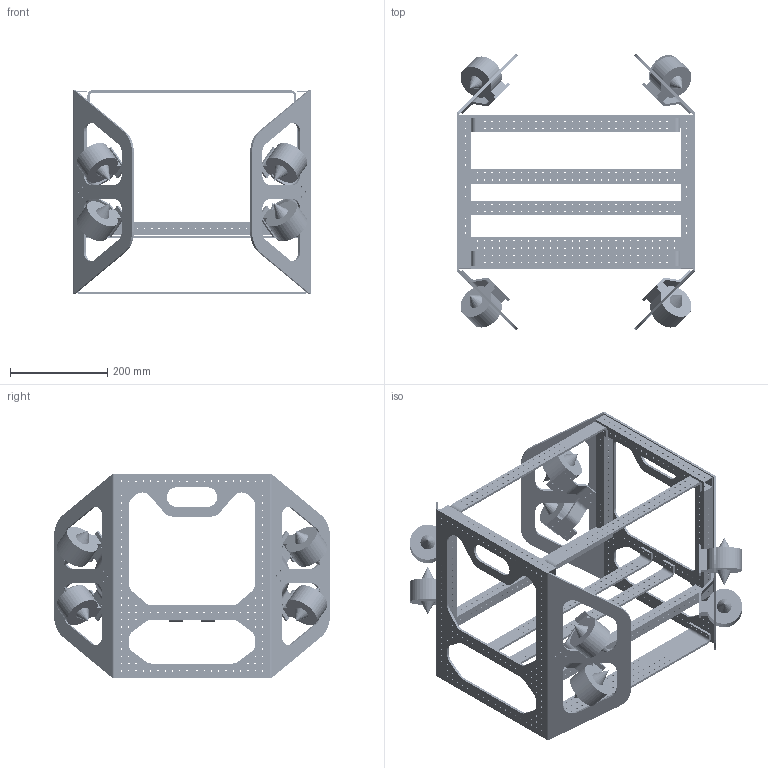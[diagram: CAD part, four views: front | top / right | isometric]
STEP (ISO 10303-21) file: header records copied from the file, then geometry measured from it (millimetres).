
FILE_DESCRIPTION(/* description */ (''),/* implementation_level */ '2;1');
FILE_NAME(/* name */ 'Gyrodos-Milotic v4.1.step',/* time_stamp */ '2025-11-22T10:53:51+08:00',/* author */ (''),/* organization */ (''),/* preprocessor_version */ 'ST-DEVELOPER v20.1',/* originating_system */ 'Autodesk Translation Framework v14.21.0.0',/* authorisation */ '');
FILE_SCHEMA (('AUTOMOTIVE_DESIGN { 1 0 10303 214 3 1 1 }'));
Length unit declared in the file: millimetre
Products named in the file (14): Gyrodos-Milotic v4.0; Gyrodos side plate 2.0; Side Plate; 48 by 2.0 connector; 315*25*25 interal frame-B; 270*25*25 interal frame-A; 430*25*25 internal frame-C; 43 by 2.5 connector; 43 by 2.5 connector_1; 42.92 by 3.0 connector v2; 48 by 2.5 connector; Thruster and mount; Thruster; thruster connector v1
Assembly tree (32 placements, depth 3):
  Gyrodos-Milotic v4.0
    Gyrodos side plate 2.0  x2
      Side Plate
    48 by 2.0 connector  x2
    270*25*25 interal frame-A  x4
    315*25*25 interal frame-B  x2
    430*25*25 internal frame-C  x2
    43 by 2.5 connector
      42.92 by 3.0 connector v2
    43 by 2.5 connector_1
      42.92 by 3.0 connector v2
    48 by 2.5 connector  x2
    Thruster and mount
      Thruster  x8
      thruster connector v1  x4
Bounding box: 490 x 567.49 x 420 mm (x, y, z)
Volume: 3709099.4 mm3; surface area: 1528315.9 mm2
Topology: 34 solids, 34 shells, 1968 faces, 5652 edges, 3752 vertices
Faces by surface type: cylinder 1520, plane 400, cone 48
Full cylindrical faces by diameter (mm): 3 x1372
Entity records: 30189 total; most frequent: DIRECTION 5346, CARTESIAN_POINT 4742, ORIENTED_EDGE 4668, EDGE_CURVE 2334, AXIS2_PLACEMENT_3D 2160, EDGE_LOOP 2004, VERTEX_POINT 1556, CIRCLE 1308
